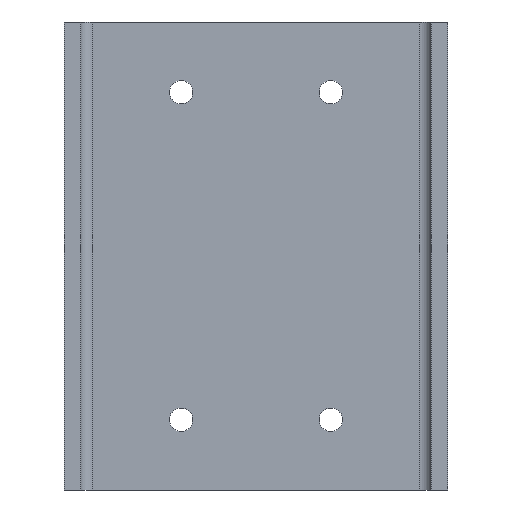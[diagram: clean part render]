
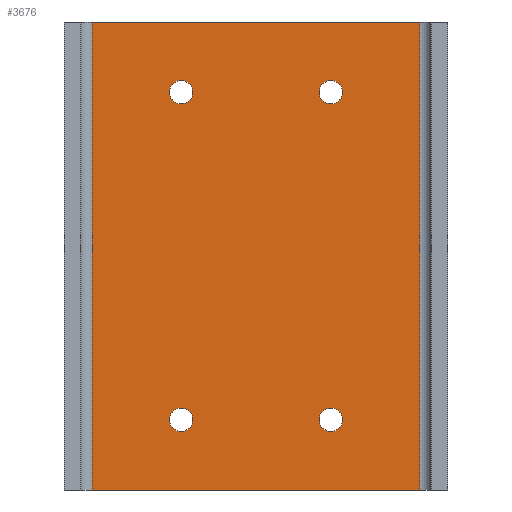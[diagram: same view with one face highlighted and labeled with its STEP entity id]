
A CAD part, front view. The second image highlights one B-rep face of the part: STEP entity #3676.
In plain terms, the highlighted planar face has unit normal (0, -1, 0).
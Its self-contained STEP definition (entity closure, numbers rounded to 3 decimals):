
#44 = CARTESIAN_POINT ( 'NONE',  ( -35., -3.5, 50. ) ) ;
#74 = LINE ( 'NONE', #1745, #3146 ) ;
#117 = CARTESIAN_POINT ( 'NONE',  ( -16., -3.5, 35. ) ) ;
#132 = ORIENTED_EDGE ( 'NONE', *, *, #1257, .F. ) ;
#182 = CARTESIAN_POINT ( 'NONE',  ( 16., -3.5, 37.5 ) ) ;
#219 = DIRECTION ( 'NONE',  ( 1., 0., 0. ) ) ;
#277 = AXIS2_PLACEMENT_3D ( 'NONE', #1280, #3410, #1575 ) ;
#279 = CARTESIAN_POINT ( 'NONE',  ( 16., -3.5, 35. ) ) ;
#355 = DIRECTION ( 'NONE',  ( 0., 0., -1. ) ) ;
#397 = VERTEX_POINT ( 'NONE', #3930 ) ;
#411 = DIRECTION ( 'NONE',  ( 0., 0., 1. ) ) ;
#417 = CARTESIAN_POINT ( 'NONE',  ( 35., -3.5, 50. ) ) ;
#421 = EDGE_LOOP ( 'NONE', ( #2439, #546 ) ) ;
#423 = VERTEX_POINT ( 'NONE', #3515 ) ;
#510 = FACE_BOUND ( 'NONE', #1663, .T. ) ;
#541 = VERTEX_POINT ( 'NONE', #2182 ) ;
#543 = CIRCLE ( 'NONE', #2696, 2.5 ) ;
#546 = ORIENTED_EDGE ( 'NONE', *, *, #3951, .T. ) ;
#578 = DIRECTION ( 'NONE',  ( 0., 0., 1. ) ) ;
#608 = ORIENTED_EDGE ( 'NONE', *, *, #3007, .T. ) ;
#666 = EDGE_CURVE ( 'NONE', #541, #1889, #2809, .T. ) ;
#697 = DIRECTION ( 'NONE',  ( 0., 1., 0. ) ) ;
#731 = EDGE_CURVE ( 'NONE', #1913, #3452, #3423, .T. ) ;
#848 = CARTESIAN_POINT ( 'NONE',  ( 16., -3.5, -35. ) ) ;
#850 = CARTESIAN_POINT ( 'NONE',  ( -16., -3.5, -35. ) ) ;
#950 = DIRECTION ( 'NONE',  ( 0., 1., 0. ) ) ;
#1090 = CARTESIAN_POINT ( 'NONE',  ( -16., -3.5, 32.5 ) ) ;
#1165 = DIRECTION ( 'NONE',  ( 0., 0., 1. ) ) ;
#1166 = DIRECTION ( 'NONE',  ( 0., 0., 1. ) ) ;
#1257 = EDGE_CURVE ( 'NONE', #3860, #2040, #74, .T. ) ;
#1280 = CARTESIAN_POINT ( 'NONE',  ( -16., -3.5, -35. ) ) ;
#1291 = DIRECTION ( 'NONE',  ( 0., 1., 0. ) ) ;
#1305 = CARTESIAN_POINT ( 'NONE',  ( -16., -3.5, 37.5 ) ) ;
#1356 = VERTEX_POINT ( 'NONE', #3321 ) ;
#1371 = AXIS2_PLACEMENT_3D ( 'NONE', #279, #2437, #578 ) ;
#1390 = ORIENTED_EDGE ( 'NONE', *, *, #2217, .T. ) ;
#1418 = EDGE_CURVE ( 'NONE', #1889, #541, #3082, .T. ) ;
#1437 = FACE_OUTER_BOUND ( 'NONE', #2711, .T. ) ;
#1523 = CIRCLE ( 'NONE', #1620, 2.5 ) ;
#1537 = LINE ( 'NONE', #417, #2273 ) ;
#1574 = ORIENTED_EDGE ( 'NONE', *, *, #3562, .T. ) ;
#1575 = DIRECTION ( 'NONE',  ( 0., 0., 1. ) ) ;
#1595 = CIRCLE ( 'NONE', #2987, 2.5 ) ;
#1620 = AXIS2_PLACEMENT_3D ( 'NONE', #850, #3017, #1166 ) ;
#1661 = LINE ( 'NONE', #44, #3204 ) ;
#1663 = EDGE_LOOP ( 'NONE', ( #2218, #608 ) ) ;
#1745 = CARTESIAN_POINT ( 'NONE',  ( -35., -3.5, 50. ) ) ;
#1769 = VECTOR ( 'NONE', #1933, 1000. ) ;
#1815 = CARTESIAN_POINT ( 'NONE',  ( -35., -3.5, 50. ) ) ;
#1816 = CARTESIAN_POINT ( 'NONE',  ( 35., -3.5, -50. ) ) ;
#1817 = ORIENTED_EDGE ( 'NONE', *, *, #3615, .F. ) ;
#1867 = VERTEX_POINT ( 'NONE', #1090 ) ;
#1889 = VERTEX_POINT ( 'NONE', #182 ) ;
#1913 = VERTEX_POINT ( 'NONE', #3862 ) ;
#1931 = AXIS2_PLACEMENT_3D ( 'NONE', #2811, #950, #3114 ) ;
#1933 = DIRECTION ( 'NONE',  ( 1., 0., 0. ) ) ;
#2011 = AXIS2_PLACEMENT_3D ( 'NONE', #3275, #2667, #3887 ) ;
#2040 = VERTEX_POINT ( 'NONE', #3895 ) ;
#2060 = EDGE_CURVE ( 'NONE', #1356, #397, #1523, .T. ) ;
#2168 = EDGE_LOOP ( 'NONE', ( #3687, #3508 ) ) ;
#2182 = CARTESIAN_POINT ( 'NONE',  ( 16., -3.5, 32.5 ) ) ;
#2210 = CARTESIAN_POINT ( 'NONE',  ( -35., -3.5, -50. ) ) ;
#2217 = EDGE_CURVE ( 'NONE', #3860, #1913, #1661, .T. ) ;
#2218 = ORIENTED_EDGE ( 'NONE', *, *, #3162, .T. ) ;
#2267 = DIRECTION ( 'NONE',  ( 0., 1., 0. ) ) ;
#2273 = VECTOR ( 'NONE', #2582, 1000. ) ;
#2317 = VERTEX_POINT ( 'NONE', #1305 ) ;
#2383 = EDGE_CURVE ( 'NONE', #1867, #2317, #543, .T. ) ;
#2392 = CIRCLE ( 'NONE', #277, 2.5 ) ;
#2403 = ORIENTED_EDGE ( 'NONE', *, *, #731, .T. ) ;
#2437 = DIRECTION ( 'NONE',  ( 0., 1., 0. ) ) ;
#2439 = ORIENTED_EDGE ( 'NONE', *, *, #2060, .T. ) ;
#2560 = CARTESIAN_POINT ( 'NONE',  ( -16., -3.5, 35. ) ) ;
#2582 = DIRECTION ( 'NONE',  ( 0., 0., -1. ) ) ;
#2618 = VERTEX_POINT ( 'NONE', #2702 ) ;
#2667 = DIRECTION ( 'NONE',  ( 0., 1., 0. ) ) ;
#2696 = AXIS2_PLACEMENT_3D ( 'NONE', #117, #2267, #411 ) ;
#2702 = CARTESIAN_POINT ( 'NONE',  ( 16., -3.5, -37.5 ) ) ;
#2711 = EDGE_LOOP ( 'NONE', ( #2403, #1817, #132, #1390 ) ) ;
#2760 = AXIS2_PLACEMENT_3D ( 'NONE', #848, #3016, #1165 ) ;
#2805 = CIRCLE ( 'NONE', #2760, 2.5 ) ;
#2809 = CIRCLE ( 'NONE', #1931, 2.5 ) ;
#2811 = CARTESIAN_POINT ( 'NONE',  ( 16., -3.5, 35. ) ) ;
#2865 = DIRECTION ( 'NONE',  ( 0., 0., 1. ) ) ;
#2895 = FACE_BOUND ( 'NONE', #3206, .T. ) ;
#2987 = AXIS2_PLACEMENT_3D ( 'NONE', #3125, #1291, #3428 ) ;
#3007 = EDGE_CURVE ( 'NONE', #2618, #423, #2805, .T. ) ;
#3016 = DIRECTION ( 'NONE',  ( 0., 1., 0. ) ) ;
#3017 = DIRECTION ( 'NONE',  ( 0., 1., 0. ) ) ;
#3082 = CIRCLE ( 'NONE', #1371, 2.5 ) ;
#3114 = DIRECTION ( 'NONE',  ( 0., 0., 1. ) ) ;
#3125 = CARTESIAN_POINT ( 'NONE',  ( 16., -3.5, -35. ) ) ;
#3146 = VECTOR ( 'NONE', #219, 1000. ) ;
#3162 = EDGE_CURVE ( 'NONE', #423, #2618, #1595, .T. ) ;
#3181 = CIRCLE ( 'NONE', #3916, 2.5 ) ;
#3204 = VECTOR ( 'NONE', #355, 1000. ) ;
#3206 = EDGE_LOOP ( 'NONE', ( #1574, #3695 ) ) ;
#3275 = CARTESIAN_POINT ( 'NONE',  ( -35., -3.5, 50. ) ) ;
#3321 = CARTESIAN_POINT ( 'NONE',  ( -16., -3.5, -32.5 ) ) ;
#3410 = DIRECTION ( 'NONE',  ( 0., 1., 0. ) ) ;
#3423 = LINE ( 'NONE', #2210, #1769 ) ;
#3428 = DIRECTION ( 'NONE',  ( 0., 0., 1. ) ) ;
#3452 = VERTEX_POINT ( 'NONE', #1816 ) ;
#3508 = ORIENTED_EDGE ( 'NONE', *, *, #666, .T. ) ;
#3515 = CARTESIAN_POINT ( 'NONE',  ( 16., -3.5, -32.5 ) ) ;
#3562 = EDGE_CURVE ( 'NONE', #2317, #1867, #3181, .T. ) ;
#3584 = PLANE ( 'NONE',  #2011 ) ;
#3615 = EDGE_CURVE ( 'NONE', #2040, #3452, #1537, .T. ) ;
#3676 = ADVANCED_FACE ( 'NONE', ( #510, #3694, #2895, #3793, #1437 ), #3584, .F. ) ;
#3687 = ORIENTED_EDGE ( 'NONE', *, *, #1418, .T. ) ;
#3694 = FACE_BOUND ( 'NONE', #2168, .T. ) ;
#3695 = ORIENTED_EDGE ( 'NONE', *, *, #2383, .T. ) ;
#3793 = FACE_BOUND ( 'NONE', #421, .T. ) ;
#3860 = VERTEX_POINT ( 'NONE', #1815 ) ;
#3862 = CARTESIAN_POINT ( 'NONE',  ( -35., -3.5, -50. ) ) ;
#3887 = DIRECTION ( 'NONE',  ( 0., 0., 1. ) ) ;
#3895 = CARTESIAN_POINT ( 'NONE',  ( 35., -3.5, 50. ) ) ;
#3916 = AXIS2_PLACEMENT_3D ( 'NONE', #2560, #697, #2865 ) ;
#3930 = CARTESIAN_POINT ( 'NONE',  ( -16., -3.5, -37.5 ) ) ;
#3951 = EDGE_CURVE ( 'NONE', #397, #1356, #2392, .T. ) ;
